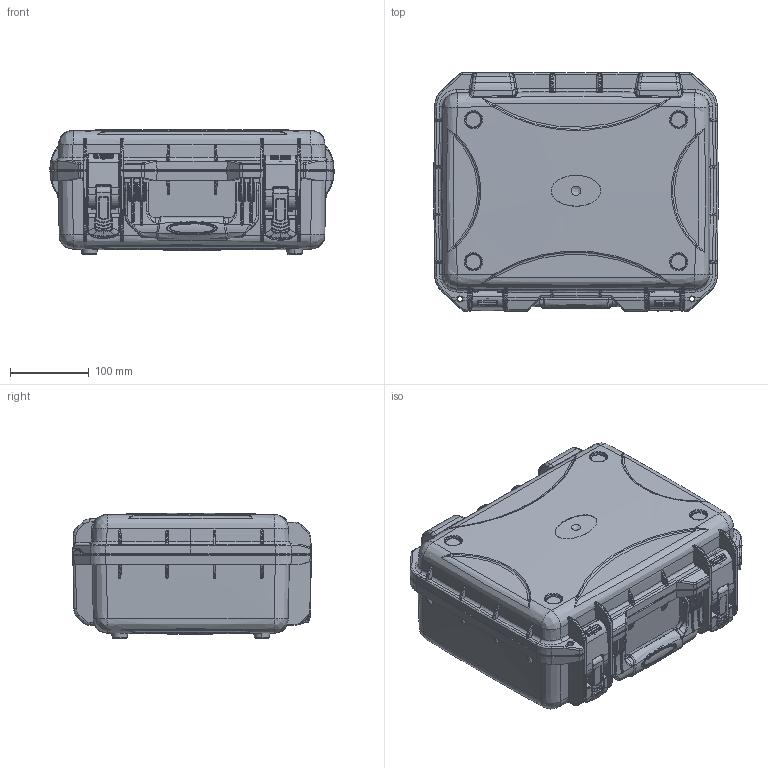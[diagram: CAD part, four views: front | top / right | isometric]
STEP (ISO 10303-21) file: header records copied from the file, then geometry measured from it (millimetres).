
FILE_DESCRIPTION (( 'STEP AP203' ), '1' );
FILE_NAME ('X1009.STEP', '2023-10-15T04:54:02', ( 'admin' ), ( '' ), 'SwSTEP 2.0', 'SolidWorks 2022', '' );
FILE_SCHEMA (( 'CONFIG_CONTROL_DESIGN' ));
Length unit declared in the file: millimetre
Products named in the file (10): X1009-2_默认; X1009-6_默认; X1009-7_默认; X1009-SK_默认; X1009; X1009-5_默认; X1009-1_默认; X1009-3_默认; X1009-8_默认; X1009-4_默认
Assembly tree (10 placements, depth 3):
  X1009
    X1009-1_默认
    X1009-2_默认
    X1009-3_默认
    X1009-4_默认
    X1009-SK_默认  x2
      X1009-6_默认
      X1009-5_默认
      X1009-7_默认
      X1009-8_默认
Bounding box: 360.01 x 302.01 x 158.57 mm (x, y, z)
Volume: 1555107.3 mm3; surface area: 912697.5 mm2
Topology: 10 solids, 12 shells, 4485 faces, 11403 edges, 6826 vertices
Faces by surface type: bspline 1908, cylinder 1518, plane 879, cone 172, torus 8
Entity records: 222901 total; most frequent: CARTESIAN_POINT 151573, ORIENTED_EDGE 17758, DIRECTION 10518, EDGE_CURVE 8884, VERTEX_POINT 5419, AXIS2_PLACEMENT_3D 3981, B_SPLINE_CURVE_WITH_KNOTS 3924, EDGE_LOOP 3583
